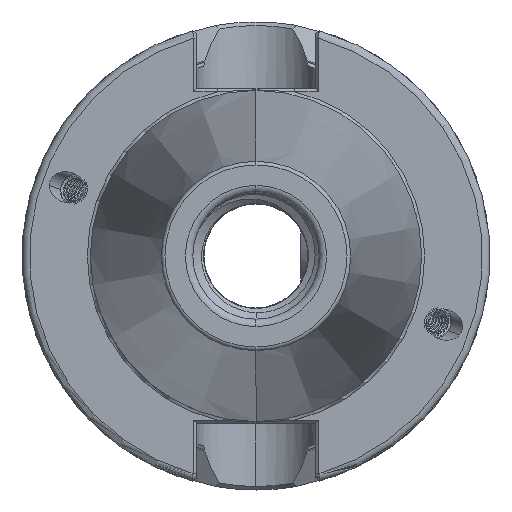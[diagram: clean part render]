
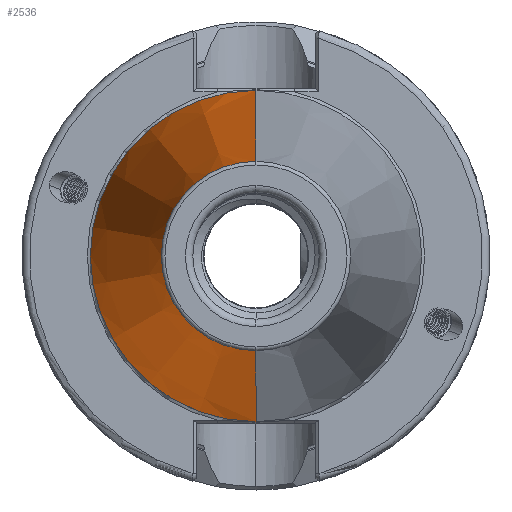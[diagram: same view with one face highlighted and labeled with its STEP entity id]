
A CAD part, left-side view. The second image highlights one B-rep face of the part: STEP entity #2536.
In plain terms, the highlighted conical face has half-angle 8.297 degrees and reference radius 22.298 mm.
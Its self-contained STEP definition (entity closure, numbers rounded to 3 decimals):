
#2130 = VERTEX_POINT ( 'NONE', #12627 ) ;
#2134 = VERTEX_POINT ( 'NONE', #12591 ) ;
#2536 = ADVANCED_FACE ( 'NONE', ( #10206 ), #10176, .T. ) ;
#2835 = EDGE_LOOP ( 'NONE', ( #18215, #18216, #18227, #18190 ) ) ;
#7967 = CARTESIAN_POINT ( 'NONE',  ( -1.5, 0., 22.298 ) ) ;
#8016 = CARTESIAN_POINT ( 'NONE',  ( -66.972, 0., 12.75 ) ) ;
#9944 = LINE ( 'NONE', #10816, #9966 ) ;
#9966 = VECTOR ( 'NONE', #10839, 1000. ) ;
#10060 = CIRCLE ( 'NONE', #16800, 22.298 ) ;
#10063 = LINE ( 'NONE', #10716, #10092 ) ;
#10092 = VECTOR ( 'NONE', #10683, 1000. ) ;
#10094 = CIRCLE ( 'NONE', #16784, 12.75 ) ;
#10176 = CONICAL_SURFACE ( 'NONE', #17205, 22.298, 0.145 ) ;
#10206 = FACE_OUTER_BOUND ( 'NONE', #2835, .T. ) ;
#10683 = DIRECTION ( 'NONE',  ( 0.99, 0., -0.144 ) ) ;
#10687 = DIRECTION ( 'NONE',  ( 1., 0., 0. ) ) ;
#10705 = CARTESIAN_POINT ( 'NONE',  ( -66.972, 0., 0. ) ) ;
#10716 = CARTESIAN_POINT ( 'NONE',  ( -1.5, 0., -22.298 ) ) ;
#10721 = DIRECTION ( 'NONE',  ( 0., 0., -1. ) ) ;
#10725 = DIRECTION ( 'NONE',  ( 0., 0., -1. ) ) ;
#10732 = CARTESIAN_POINT ( 'NONE',  ( -1.5, 0., 0. ) ) ;
#10740 = DIRECTION ( 'NONE',  ( 1., 0., 0. ) ) ;
#10816 = CARTESIAN_POINT ( 'NONE',  ( -1.5, 0., 22.298 ) ) ;
#10839 = DIRECTION ( 'NONE',  ( 0.99, 0., 0.144 ) ) ;
#12591 = CARTESIAN_POINT ( 'NONE',  ( -1.5, 0., -22.298 ) ) ;
#12627 = CARTESIAN_POINT ( 'NONE',  ( -66.972, 0., -12.75 ) ) ;
#12838 = CARTESIAN_POINT ( 'NONE',  ( -1.5, 0., 0. ) ) ;
#12843 = DIRECTION ( 'NONE',  ( 1., 0., 0. ) ) ;
#12884 = DIRECTION ( 'NONE',  ( 0., 0., -1. ) ) ;
#16607 = EDGE_CURVE ( 'NONE', #2130, #18338, #10094, .T. ) ;
#16610 = EDGE_CURVE ( 'NONE', #2130, #2134, #10063, .T. ) ;
#16614 = EDGE_CURVE ( 'NONE', #2134, #18337, #10060, .T. ) ;
#16633 = EDGE_CURVE ( 'NONE', #18338, #18337, #9944, .T. ) ;
#16784 = AXIS2_PLACEMENT_3D ( 'NONE', #10705, #10687, #10721 ) ;
#16800 = AXIS2_PLACEMENT_3D ( 'NONE', #10732, #10740, #10725 ) ;
#17205 = AXIS2_PLACEMENT_3D ( 'NONE', #12838, #12843, #12884 ) ;
#18190 = ORIENTED_EDGE ( 'NONE', *, *, #16610, .F. ) ;
#18215 = ORIENTED_EDGE ( 'NONE', *, *, #16607, .T. ) ;
#18216 = ORIENTED_EDGE ( 'NONE', *, *, #16633, .T. ) ;
#18227 = ORIENTED_EDGE ( 'NONE', *, *, #16614, .F. ) ;
#18337 = VERTEX_POINT ( 'NONE', #7967 ) ;
#18338 = VERTEX_POINT ( 'NONE', #8016 ) ;
